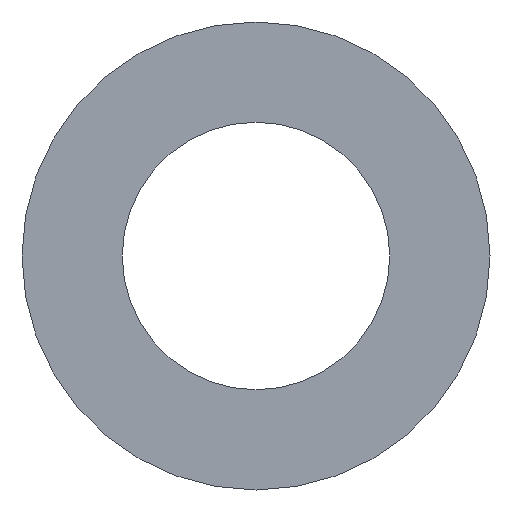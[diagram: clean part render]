
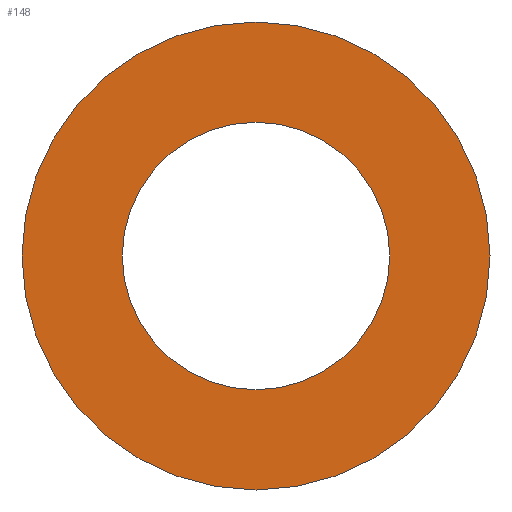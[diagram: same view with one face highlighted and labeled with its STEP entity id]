
A CAD part, front view. The second image highlights one B-rep face of the part: STEP entity #148.
In plain terms, the highlighted planar face has unit normal (0, -1, 0).
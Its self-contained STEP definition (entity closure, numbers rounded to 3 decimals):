
#6 = EDGE_LOOP ( 'NONE', ( #224, #248 ) ) ;
#11 = AXIS2_PLACEMENT_3D ( 'NONE', #208, #53, #96 ) ;
#16 = CARTESIAN_POINT ( 'NONE',  ( 0., 0., 0. ) ) ;
#31 = FACE_BOUND ( 'NONE', #6, .T. ) ;
#33 = CIRCLE ( 'NONE', #135, 2. ) ;
#36 = DIRECTION ( 'NONE',  ( 0., 1., 0. ) ) ;
#38 = DIRECTION ( 'NONE',  ( 0., 0., 1. ) ) ;
#39 = DIRECTION ( 'NONE',  ( 0., 1., 0. ) ) ;
#45 = AXIS2_PLACEMENT_3D ( 'NONE', #139, #36, #158 ) ;
#49 = DIRECTION ( 'NONE',  ( 0., 0., 1. ) ) ;
#53 = DIRECTION ( 'NONE',  ( 0., 1., 0. ) ) ;
#57 = CARTESIAN_POINT ( 'NONE',  ( 0., 0., 3.5 ) ) ;
#66 = EDGE_CURVE ( 'NONE', #154, #175, #88, .T. ) ;
#70 = EDGE_CURVE ( 'NONE', #215, #213, #33, .T. ) ;
#74 = DIRECTION ( 'NONE',  ( 0., 0., 1. ) ) ;
#77 = CARTESIAN_POINT ( 'NONE',  ( 0., 0., 2. ) ) ;
#80 = FACE_OUTER_BOUND ( 'NONE', #106, .T. ) ;
#85 = CIRCLE ( 'NONE', #243, 3.5 ) ;
#88 = CIRCLE ( 'NONE', #45, 3.5 ) ;
#90 = EDGE_CURVE ( 'NONE', #175, #154, #85, .T. ) ;
#96 = DIRECTION ( 'NONE',  ( 0., 0., 1. ) ) ;
#106 = EDGE_LOOP ( 'NONE', ( #198, #149 ) ) ;
#107 = DIRECTION ( 'NONE',  ( 0., 1., 0. ) ) ;
#135 = AXIS2_PLACEMENT_3D ( 'NONE', #202, #107, #49 ) ;
#139 = CARTESIAN_POINT ( 'NONE',  ( 0., 0., 0. ) ) ;
#140 = AXIS2_PLACEMENT_3D ( 'NONE', #16, #39, #74 ) ;
#146 = CARTESIAN_POINT ( 'NONE',  ( 0., 0., -2. ) ) ;
#148 = ADVANCED_FACE ( 'NONE', ( #80, #31 ), #162, .F. ) ;
#149 = ORIENTED_EDGE ( 'NONE', *, *, #66, .F. ) ;
#154 = VERTEX_POINT ( 'NONE', #57 ) ;
#158 = DIRECTION ( 'NONE',  ( 0., 0., 1. ) ) ;
#162 = PLANE ( 'NONE',  #11 ) ;
#164 = CARTESIAN_POINT ( 'NONE',  ( 0., 0., 0. ) ) ;
#165 = DIRECTION ( 'NONE',  ( 0., 1., 0. ) ) ;
#175 = VERTEX_POINT ( 'NONE', #185 ) ;
#185 = CARTESIAN_POINT ( 'NONE',  ( 0., 0., -3.5 ) ) ;
#198 = ORIENTED_EDGE ( 'NONE', *, *, #90, .F. ) ;
#200 = EDGE_CURVE ( 'NONE', #213, #215, #205, .T. ) ;
#202 = CARTESIAN_POINT ( 'NONE',  ( 0., 0., 0. ) ) ;
#205 = CIRCLE ( 'NONE', #140, 2. ) ;
#208 = CARTESIAN_POINT ( 'NONE',  ( 0., 0., 0. ) ) ;
#213 = VERTEX_POINT ( 'NONE', #77 ) ;
#215 = VERTEX_POINT ( 'NONE', #146 ) ;
#224 = ORIENTED_EDGE ( 'NONE', *, *, #70, .T. ) ;
#243 = AXIS2_PLACEMENT_3D ( 'NONE', #164, #165, #38 ) ;
#248 = ORIENTED_EDGE ( 'NONE', *, *, #200, .T. ) ;
